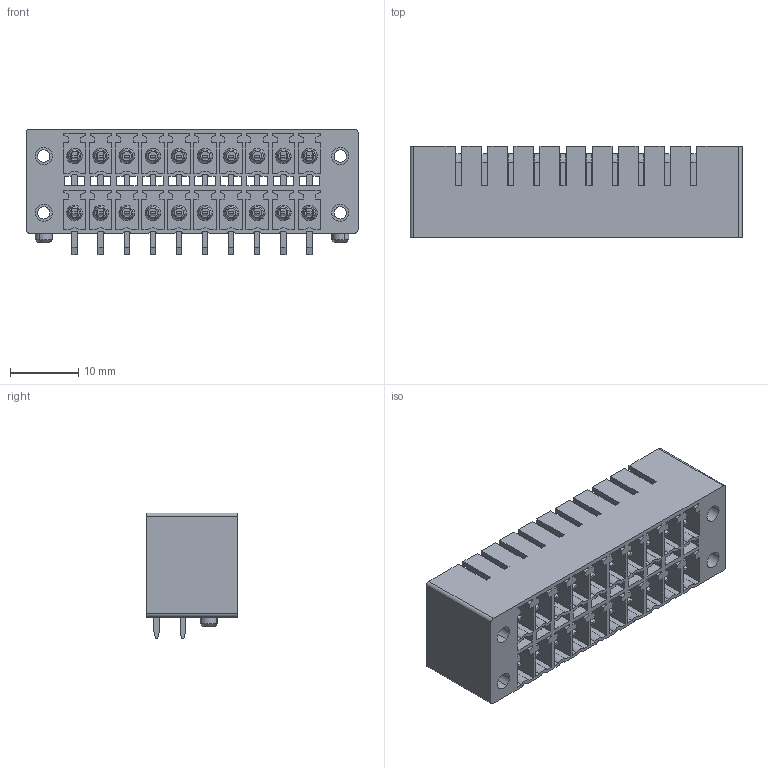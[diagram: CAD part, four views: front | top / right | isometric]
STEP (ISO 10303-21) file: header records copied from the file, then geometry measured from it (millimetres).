
FILE_DESCRIPTION(('CATIA V5 STEP Exchange','CAx-IF Rec.Pracs.--- Model Styling and Organization---1.2---2011-12-15'),'2;1');
FILE_NAME ('D1447485_0', '2018-10-05T04:24:14+00:00', ('none'), ('Weidmueller'), 'CATIA Version 5-6 Release 2014', 'CATIA V5 STEP AP214', 'none');
FILE_SCHEMA(('AUTOMOTIVE_DESIGN { 1 0 10303 214 1 1 1 1 }'));
Length unit declared in the file: millimetre
Products named in the file (1): 1039570000
Bounding box: 48.49 x 13.3 x 18.4 mm (x, y, z)
Volume: 4654.9 mm3; surface area: 9965.4 mm2
Topology: 23 solids, 23 shells, 1400 faces, 3898 edges, 2578 vertices
Faces by surface type: plane 1102, cylinder 174, torus 80, cone 44
Entity records: 39529 total; most frequent: ORIENTED_EDGE 7796, CARTESIAN_POINT 7133, DIRECTION 4860, EDGE_CURVE 3898, VECTOR 3306, LINE 3306, VERTEX_POINT 2578, EDGE_LOOP 1502
